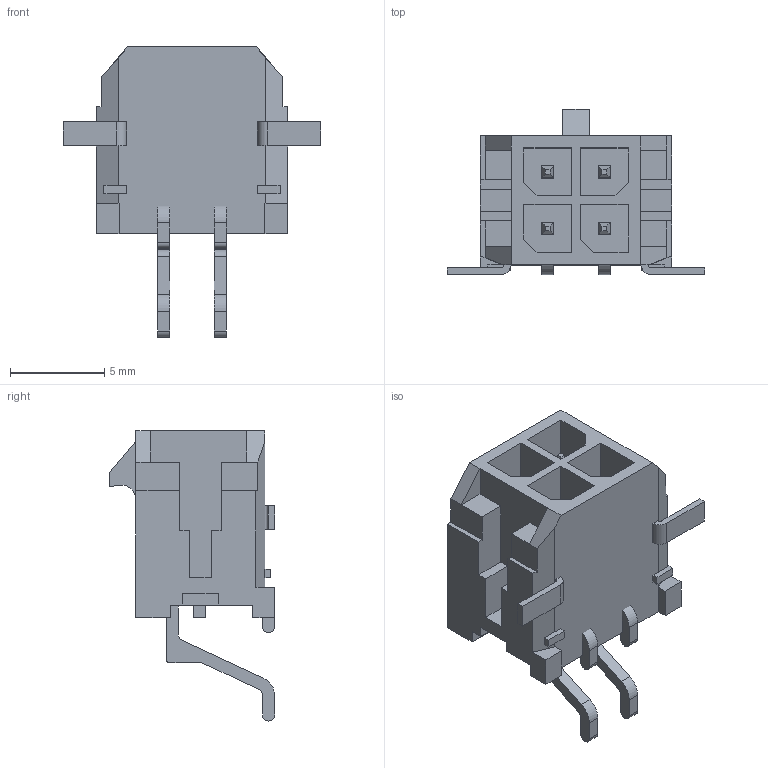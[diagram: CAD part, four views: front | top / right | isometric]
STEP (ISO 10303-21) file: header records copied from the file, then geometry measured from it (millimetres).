
FILE_DESCRIPTION (( 'STEP AP214' ), '1' );
FILE_NAME ('0430450409.STEP', '2023-11-29T22:18:48', ( '' ), ( '' ), 'SwSTEP 2.0', 'SolidWorks 2021', '' );
FILE_SCHEMA (( 'AUTOMOTIVE_DESIGN' ));
Length unit declared in the file: millimetre
Products named in the file (4): 0430450409; tab^043045xxxx ass; pin^043045xxxx ass; 043045xxxx_04
Assembly tree (4 placements, depth 2):
  0430450409
    043045xxxx_04
    tab^043045xxxx ass
    pin^043045xxxx ass  x2
Bounding box: 13.65 x 8.77 x 15.4 mm (x, y, z)
Volume: 438.7 mm3; surface area: 951.4 mm2
Topology: 13 solids, 13 shells, 279 faces, 720 edges, 472 vertices
Faces by surface type: plane 253, cylinder 26
Entity records: 7301 total; most frequent: CARTESIAN_POINT 1264, ORIENTED_EDGE 1234, DIRECTION 1131, EDGE_CURVE 617, LINE 585, VECTOR 585, VERTEX_POINT 406, AXIS2_PLACEMENT_3D 273
